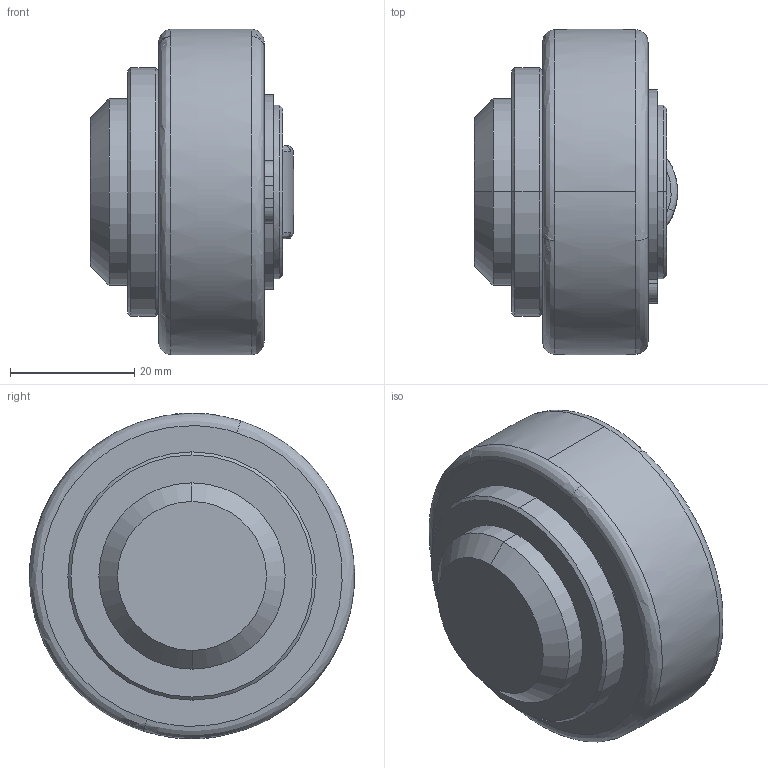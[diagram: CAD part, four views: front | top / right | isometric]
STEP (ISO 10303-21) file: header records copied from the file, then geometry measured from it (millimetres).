
FILE_DESCRIPTION (( 'STEP AP214' ), '1' );
FILE_NAME ('TR-050.0200-Rollco.step', '2023-04-28T07:33:25', ( '' ), ( '' ), 'SwSTEP 2.0', 'SolidWorks 2010', '' );
FILE_SCHEMA (( 'AUTOMOTIVE_DESIGN' ));
Length unit declared in the file: millimetre
Products named in the file (1): TR-050.0200-Rollco
Bounding box: 32.75 x 52.48 x 52.49 mm (x, y, z)
Volume: 48852.3 mm3; surface area: 8202.4 mm2
Topology: 1 solids, 1 shells, 45 faces, 107 edges, 68 vertices
Faces by surface type: plane 15, cylinder 10, bspline 8, cone 8, torus 4
Entity records: 1588 total; most frequent: CARTESIAN_POINT 419, DIRECTION 222, ORIENTED_EDGE 214, EDGE_CURVE 107, AXIS2_PLACEMENT_3D 91, VERTEX_POINT 68, CIRCLE 53, EDGE_LOOP 49
